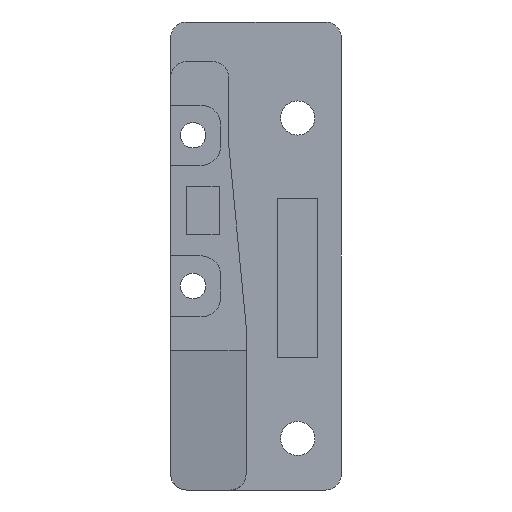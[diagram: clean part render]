
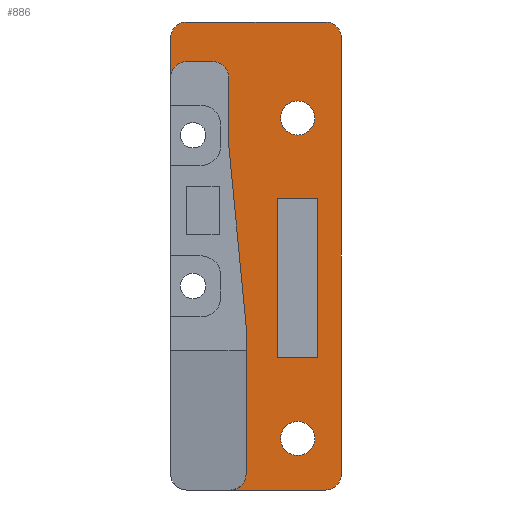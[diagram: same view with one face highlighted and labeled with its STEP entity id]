
A CAD part, front view. The second image highlights one B-rep face of the part: STEP entity #886.
In plain terms, the highlighted planar face has unit normal (0, -1, 0).
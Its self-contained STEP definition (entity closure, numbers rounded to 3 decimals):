
#37=FACE_BOUND('',#148,.T.);
#38=FACE_BOUND('',#149,.T.);
#39=FACE_BOUND('',#150,.T.);
#57=PLANE('',#976);
#95=FACE_OUTER_BOUND('',#147,.T.);
#147=EDGE_LOOP('',(#728,#729,#730,#731,#732,#733,#734,#735,#736,#737,#738,
#739,#740,#741));
#148=EDGE_LOOP('',(#742));
#149=EDGE_LOOP('',(#743));
#150=EDGE_LOOP('',(#744,#745,#746,#747));
#184=LINE('',#1309,#279);
#188=LINE('',#1317,#283);
#191=LINE('',#1323,#286);
#194=LINE('',#1328,#289);
#210=LINE('',#1367,#305);
#218=LINE('',#1387,#313);
#234=LINE('',#1433,#329);
#236=LINE('',#1437,#331);
#237=LINE('',#1440,#332);
#238=LINE('',#1442,#333);
#239=LINE('',#1443,#334);
#240=LINE('',#1445,#335);
#279=VECTOR('',#1055,10.);
#283=VECTOR('',#1061,10.);
#286=VECTOR('',#1066,10.);
#289=VECTOR('',#1071,10.);
#305=VECTOR('',#1107,10.);
#313=VECTOR('',#1123,10.);
#329=VECTOR('',#1161,10.);
#331=VECTOR('',#1165,10.);
#332=VECTOR('',#1168,10.);
#333=VECTOR('',#1169,10.);
#334=VECTOR('',#1170,10.);
#335=VECTOR('',#1171,10.);
#375=CIRCLE('',#942,2.15);
#377=CIRCLE('',#946,2.15);
#378=CIRCLE('',#959,2.);
#380=CIRCLE('',#963,2.);
#386=CIRCLE('',#972,2.);
#387=CIRCLE('',#974,2.);
#388=CIRCLE('',#977,2.);
#389=CIRCLE('',#978,2.);
#409=VERTEX_POINT('',#1295);
#411=VERTEX_POINT('',#1303);
#412=VERTEX_POINT('',#1307);
#413=VERTEX_POINT('',#1308);
#416=VERTEX_POINT('',#1316);
#418=VERTEX_POINT('',#1322);
#430=VERTEX_POINT('',#1360);
#431=VERTEX_POINT('',#1362);
#432=VERTEX_POINT('',#1366);
#437=VERTEX_POINT('',#1377);
#438=VERTEX_POINT('',#1379);
#440=VERTEX_POINT('',#1385);
#456=VERTEX_POINT('',#1422);
#457=VERTEX_POINT('',#1426);
#458=VERTEX_POINT('',#1428);
#459=VERTEX_POINT('',#1432);
#460=VERTEX_POINT('',#1436);
#461=VERTEX_POINT('',#1438);
#462=VERTEX_POINT('',#1441);
#463=VERTEX_POINT('',#1444);
#495=EDGE_CURVE('',#409,#409,#375,.T.);
#499=EDGE_CURVE('',#411,#411,#377,.T.);
#500=EDGE_CURVE('',#412,#413,#184,.T.);
#504=EDGE_CURVE('',#416,#412,#188,.T.);
#507=EDGE_CURVE('',#418,#416,#191,.T.);
#510=EDGE_CURVE('',#413,#418,#194,.T.);
#526=EDGE_CURVE('',#430,#431,#378,.F.);
#528=EDGE_CURVE('',#431,#432,#210,.T.);
#534=EDGE_CURVE('',#437,#438,#380,.F.);
#538=EDGE_CURVE('',#440,#437,#218,.T.);
#557=EDGE_CURVE('',#456,#440,#386,.F.);
#559=EDGE_CURVE('',#457,#458,#387,.T.);
#561=EDGE_CURVE('',#458,#459,#234,.T.);
#563=EDGE_CURVE('',#460,#457,#236,.T.);
#564=EDGE_CURVE('',#461,#460,#388,.T.);
#565=EDGE_CURVE('',#438,#461,#237,.T.);
#566=EDGE_CURVE('',#462,#456,#238,.T.);
#567=EDGE_CURVE('',#432,#462,#239,.T.);
#568=EDGE_CURVE('',#463,#430,#240,.T.);
#569=EDGE_CURVE('',#459,#463,#389,.T.);
#728=ORIENTED_EDGE('',*,*,#559,.F.);
#729=ORIENTED_EDGE('',*,*,#563,.F.);
#730=ORIENTED_EDGE('',*,*,#564,.F.);
#731=ORIENTED_EDGE('',*,*,#565,.F.);
#732=ORIENTED_EDGE('',*,*,#534,.F.);
#733=ORIENTED_EDGE('',*,*,#538,.F.);
#734=ORIENTED_EDGE('',*,*,#557,.F.);
#735=ORIENTED_EDGE('',*,*,#566,.F.);
#736=ORIENTED_EDGE('',*,*,#567,.F.);
#737=ORIENTED_EDGE('',*,*,#528,.F.);
#738=ORIENTED_EDGE('',*,*,#526,.F.);
#739=ORIENTED_EDGE('',*,*,#568,.F.);
#740=ORIENTED_EDGE('',*,*,#569,.F.);
#741=ORIENTED_EDGE('',*,*,#561,.F.);
#742=ORIENTED_EDGE('',*,*,#495,.F.);
#743=ORIENTED_EDGE('',*,*,#499,.F.);
#744=ORIENTED_EDGE('',*,*,#500,.T.);
#745=ORIENTED_EDGE('',*,*,#510,.T.);
#746=ORIENTED_EDGE('',*,*,#507,.T.);
#747=ORIENTED_EDGE('',*,*,#504,.T.);
#886=ADVANCED_FACE('',(#95,#37,#38,#39),#57,.T.);
#942=AXIS2_PLACEMENT_3D('',#1297,#1041,#1042);
#946=AXIS2_PLACEMENT_3D('',#1305,#1051,#1052);
#959=AXIS2_PLACEMENT_3D('',#1363,#1102,#1103);
#963=AXIS2_PLACEMENT_3D('',#1380,#1116,#1117);
#972=AXIS2_PLACEMENT_3D('',#1424,#1151,#1152);
#974=AXIS2_PLACEMENT_3D('',#1429,#1156,#1157);
#976=AXIS2_PLACEMENT_3D('',#1435,#1163,#1164);
#977=AXIS2_PLACEMENT_3D('',#1439,#1166,#1167);
#978=AXIS2_PLACEMENT_3D('',#1446,#1172,#1173);
#1041=DIRECTION('center_axis',(0.,-1.,0.));
#1042=DIRECTION('ref_axis',(-1.,0.,0.));
#1051=DIRECTION('center_axis',(0.,-1.,0.));
#1052=DIRECTION('ref_axis',(-1.,0.,0.));
#1055=DIRECTION('',(0.,0.,-1.));
#1061=DIRECTION('',(1.,0.,0.));
#1066=DIRECTION('',(0.,0.,1.));
#1071=DIRECTION('',(-1.,0.,0.));
#1102=DIRECTION('center_axis',(0.,1.,0.));
#1103=DIRECTION('ref_axis',(0.707,0.,-0.707));
#1107=DIRECTION('',(0.,0.,1.));
#1116=DIRECTION('center_axis',(0.,1.,0.));
#1117=DIRECTION('ref_axis',(-0.707,0.,0.707));
#1123=DIRECTION('',(-1.,0.,0.));
#1151=DIRECTION('center_axis',(0.,1.,0.));
#1152=DIRECTION('ref_axis',(0.707,0.,0.707));
#1156=DIRECTION('center_axis',(0.,1.,0.));
#1157=DIRECTION('ref_axis',(0.707,0.,0.707));
#1161=DIRECTION('',(0.,0.,-1.));
#1163=DIRECTION('center_axis',(0.,-1.,0.));
#1164=DIRECTION('ref_axis',(0.,0.,-1.));
#1165=DIRECTION('',(1.,0.,0.));
#1166=DIRECTION('center_axis',(0.,1.,0.));
#1167=DIRECTION('ref_axis',(-0.707,0.,0.707));
#1168=DIRECTION('',(0.,0.,1.));
#1169=DIRECTION('',(0.,0.,1.));
#1170=DIRECTION('',(-0.096,0.,0.995));
#1171=DIRECTION('',(-1.,0.,0.));
#1172=DIRECTION('center_axis',(0.,1.,0.));
#1173=DIRECTION('ref_axis',(0.707,0.,-0.707));
#1295=CARTESIAN_POINT('',(-25.35,-3.,-43.5));
#1297=CARTESIAN_POINT('Origin',(-27.5,-3.,-43.5));
#1303=CARTESIAN_POINT('',(-25.35,-3.,-3.1));
#1305=CARTESIAN_POINT('Origin',(-27.5,-3.,-3.1));
#1307=CARTESIAN_POINT('',(-24.95,-3.,-13.25));
#1308=CARTESIAN_POINT('',(-24.95,-3.,-33.35));
#1309=CARTESIAN_POINT('',(-24.95,-3.,-16.875));
#1316=CARTESIAN_POINT('',(-30.05,-3.,-13.25));
#1317=CARTESIAN_POINT('',(-29.571,-3.,-13.25));
#1322=CARTESIAN_POINT('',(-30.05,-3.,-33.35));
#1323=CARTESIAN_POINT('',(-30.05,-3.,-26.925));
#1328=CARTESIAN_POINT('',(-27.021,-3.,-33.35));
#1360=CARTESIAN_POINT('',(-36.,-3.,-50.));
#1362=CARTESIAN_POINT('',(-34.,-3.,-48.));
#1363=CARTESIAN_POINT('Origin',(-36.,-3.,-48.));
#1366=CARTESIAN_POINT('',(-34.,-3.,-29.259));
#1367=CARTESIAN_POINT('',(-34.,-3.,-48.));
#1377=CARTESIAN_POINT('',(-41.5,-3.,4.));
#1379=CARTESIAN_POINT('',(-43.5,-3.,2.));
#1380=CARTESIAN_POINT('Origin',(-41.5,-3.,2.));
#1385=CARTESIAN_POINT('',(-38.183,-3.,4.));
#1387=CARTESIAN_POINT('',(-38.526,-3.,4.));
#1422=CARTESIAN_POINT('',(-36.183,-3.,2.));
#1424=CARTESIAN_POINT('Origin',(-38.183,-3.,2.));
#1426=CARTESIAN_POINT('',(-24.,-3.,9.));
#1428=CARTESIAN_POINT('',(-22.,-3.,7.));
#1429=CARTESIAN_POINT('Origin',(-24.,-3.,7.));
#1432=CARTESIAN_POINT('',(-22.,-3.,-48.));
#1433=CARTESIAN_POINT('',(-22.,-3.,-3.806));
#1435=CARTESIAN_POINT('Origin',(-29.092,-3.,-20.5));
#1436=CARTESIAN_POINT('',(-41.5,-3.,9.));
#1437=CARTESIAN_POINT('',(-31.435,-3.,9.));
#1438=CARTESIAN_POINT('',(-43.5,-3.,7.));
#1439=CARTESIAN_POINT('Origin',(-41.5,-3.,7.));
#1440=CARTESIAN_POINT('',(-43.5,-3.,-6.269));
#1441=CARTESIAN_POINT('',(-36.183,-3.,-6.584));
#1442=CARTESIAN_POINT('',(-36.183,-3.,9.));
#1443=CARTESIAN_POINT('',(-34.,-3.,-29.259));
#1444=CARTESIAN_POINT('',(-24.,-3.,-50.));
#1445=CARTESIAN_POINT('',(-32.374,-3.,-50.));
#1446=CARTESIAN_POINT('Origin',(-24.,-3.,-48.));
